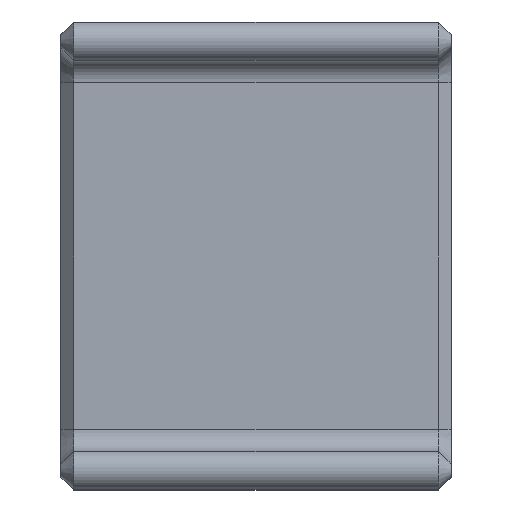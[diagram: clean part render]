
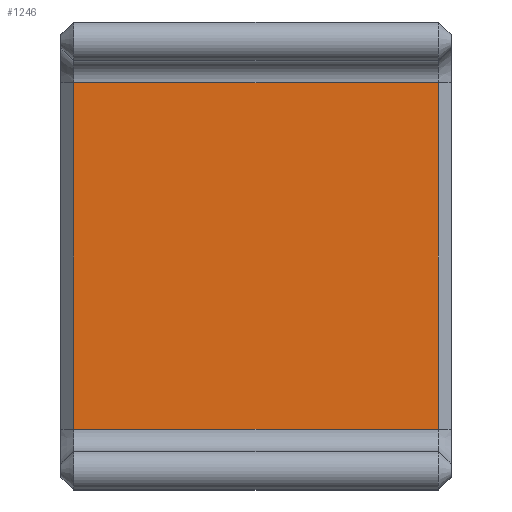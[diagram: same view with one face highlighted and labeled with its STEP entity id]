
A CAD part, left-side view. The second image highlights one B-rep face of the part: STEP entity #1246.
In plain terms, the highlighted planar face has unit normal (-1, 0, 0).
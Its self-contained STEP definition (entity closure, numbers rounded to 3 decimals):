
#6 = CARTESIAN_POINT ( 'NONE',  ( -55.5, 1., -13.4 ) ) ;
#37 = VECTOR ( 'NONE', #427, 1000. ) ;
#130 = CARTESIAN_POINT ( 'NONE',  ( -55.5, 29.2, -13.4 ) ) ;
#186 = ORIENTED_EDGE ( 'NONE', *, *, #1019, .T. ) ;
#408 = ORIENTED_EDGE ( 'NONE', *, *, #579, .T. ) ;
#427 = DIRECTION ( 'NONE',  ( 0., -1., 0. ) ) ;
#480 = DIRECTION ( 'NONE',  ( 0., 0., 1. ) ) ;
#491 = LINE ( 'NONE', #679, #37 ) ;
#579 = EDGE_CURVE ( 'NONE', #1302, #2592, #1123, .T. ) ;
#679 = CARTESIAN_POINT ( 'NONE',  ( -55.5, 0., -13.4 ) ) ;
#704 = VECTOR ( 'NONE', #3090, 1000. ) ;
#709 = ORIENTED_EDGE ( 'NONE', *, *, #3189, .T. ) ;
#1019 = EDGE_CURVE ( 'NONE', #2592, #3207, #491, .T. ) ;
#1021 = LINE ( 'NONE', #1700, #704 ) ;
#1113 = PLANE ( 'NONE',  #1226 ) ;
#1123 = LINE ( 'NONE', #1874, #2651 ) ;
#1226 = AXIS2_PLACEMENT_3D ( 'NONE', #2136, #2148, #3150 ) ;
#1246 = ADVANCED_FACE ( 'NONE', ( #2095 ), #1113, .F. ) ;
#1302 = VERTEX_POINT ( 'NONE', #3136 ) ;
#1628 = DIRECTION ( 'NONE',  ( 0., 0., -1. ) ) ;
#1700 = CARTESIAN_POINT ( 'NONE',  ( -55.5, 30.2, 13.4 ) ) ;
#1874 = CARTESIAN_POINT ( 'NONE',  ( -55.5, 29.2, -13.4 ) ) ;
#2095 = FACE_OUTER_BOUND ( 'NONE', #2116, .T. ) ;
#2116 = EDGE_LOOP ( 'NONE', ( #186, #709, #3052, #408 ) ) ;
#2136 = CARTESIAN_POINT ( 'NONE',  ( -55.5, 30.2, -15.1 ) ) ;
#2148 = DIRECTION ( 'NONE',  ( 1., 0., 0. ) ) ;
#2239 = VERTEX_POINT ( 'NONE', #2394 ) ;
#2375 = VECTOR ( 'NONE', #480, 1000. ) ;
#2394 = CARTESIAN_POINT ( 'NONE',  ( -55.5, 1., 13.4 ) ) ;
#2592 = VERTEX_POINT ( 'NONE', #130 ) ;
#2651 = VECTOR ( 'NONE', #1628, 1000. ) ;
#2727 = CARTESIAN_POINT ( 'NONE',  ( -55.5, 1., -15.1 ) ) ;
#3000 = LINE ( 'NONE', #2727, #2375 ) ;
#3052 = ORIENTED_EDGE ( 'NONE', *, *, #3209, .T. ) ;
#3090 = DIRECTION ( 'NONE',  ( 0., 1., 0. ) ) ;
#3136 = CARTESIAN_POINT ( 'NONE',  ( -55.5, 29.2, 13.4 ) ) ;
#3150 = DIRECTION ( 'NONE',  ( 0., 0., -1. ) ) ;
#3189 = EDGE_CURVE ( 'NONE', #3207, #2239, #3000, .T. ) ;
#3207 = VERTEX_POINT ( 'NONE', #6 ) ;
#3209 = EDGE_CURVE ( 'NONE', #2239, #1302, #1021, .T. ) ;
